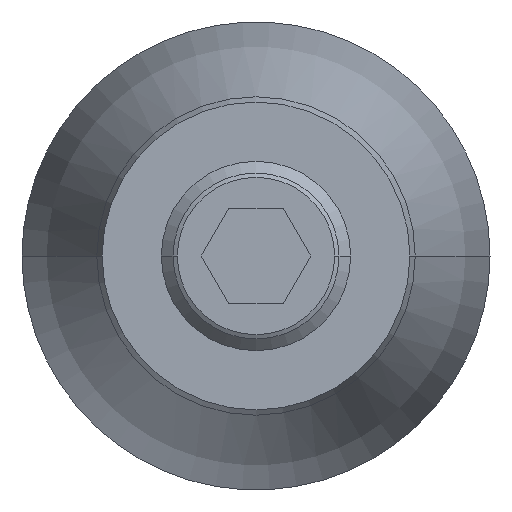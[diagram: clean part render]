
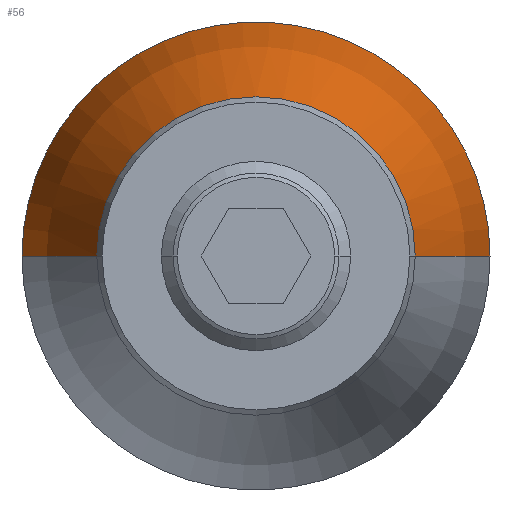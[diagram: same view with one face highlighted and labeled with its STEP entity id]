
A CAD part, left-side view. The second image highlights one B-rep face of the part: STEP entity #56.
In plain terms, the highlighted toroidal (fillet/blend) face has major radius 30.5 mm and minor radius 40.5 mm.
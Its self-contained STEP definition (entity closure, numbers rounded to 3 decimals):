
#56=ADVANCED_FACE('',(#127),#128,.T.);
#127=FACE_OUTER_BOUND('',#212,.T.);
#128=TOROIDAL_SURFACE('',#213,-30.5,40.5);
#212=EDGE_LOOP('',(#305,#306,#307,#308));
#213=AXIS2_PLACEMENT_3D('',#309,#310,#311);
#305=ORIENTED_EDGE('',*,*,#499,.F.);
#306=ORIENTED_EDGE('',*,*,#489,.T.);
#307=ORIENTED_EDGE('',*,*,#500,.F.);
#308=ORIENTED_EDGE('',*,*,#497,.F.);
#309=CARTESIAN_POINT('',(39.95,0.,0.));
#310=DIRECTION('',(1.0,0.0,0.0));
#311=DIRECTION('',(0.0,1.0,0.));
#489=EDGE_CURVE('',#570,#568,#571,.T.);
#497=EDGE_CURVE('',#580,#578,#582,.T.);
#499=EDGE_CURVE('',#570,#580,#584,.T.);
#500=EDGE_CURVE('',#578,#568,#585,.T.);
#568=VERTEX_POINT('',#677);
#570=VERTEX_POINT('',#679);
#571=CIRCLE('',#680,6.726);
#578=VERTEX_POINT('',#687);
#580=VERTEX_POINT('',#689);
#582=CIRCLE('',#691,3.342);
#584=CIRCLE('',#693,40.5);
#585=CIRCLE('',#694,40.5);
#677=CARTESIAN_POINT('',(23.997,-6.726,0.));
#679=CARTESIAN_POINT('',(23.997,6.726,0.));
#680=AXIS2_PLACEMENT_3D('',#814,#815,#816);
#687=CARTESIAN_POINT('',(62.197,-3.342,0.));
#689=CARTESIAN_POINT('',(62.197,3.342,0.));
#691=AXIS2_PLACEMENT_3D('',#832,#833,#834);
#693=AXIS2_PLACEMENT_3D('',#835,#836,#837);
#694=AXIS2_PLACEMENT_3D('',#838,#839,#840);
#814=CARTESIAN_POINT('',(23.997,0.,0.));
#815=DIRECTION('',(1.0,0.0,-0.0));
#816=DIRECTION('',(0.0,1.0,0.));
#832=CARTESIAN_POINT('',(62.197,0.,0.));
#833=DIRECTION('',(1.0,0.0,-0.0));
#834=DIRECTION('',(0.0,1.0,0.));
#835=CARTESIAN_POINT('',(39.95,-30.5,0.));
#836=DIRECTION('',(0.0,0.,-1.0));
#837=DIRECTION('',(-0.0,1.0,0.));
#838=CARTESIAN_POINT('',(39.95,30.5,0.));
#839=DIRECTION('',(0.0,0.,-1.0));
#840=DIRECTION('',(0.0,-1.0,0.));
